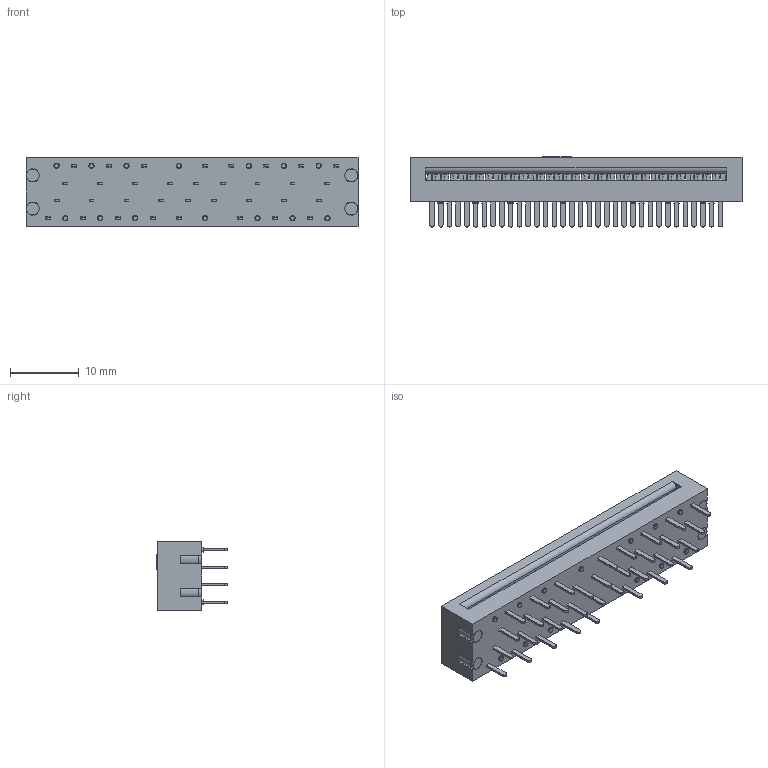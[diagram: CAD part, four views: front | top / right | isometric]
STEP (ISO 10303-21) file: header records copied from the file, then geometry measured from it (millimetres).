
FILE_DESCRIPTION(/* description */ (''),/* implementation_level */ '2;1');
FILE_NAME(/* name */ 'CWR-142-34 3D Model.stp',/* time_stamp */ '2023-12-11T13:51:41-05:00',/* author */ ('dwiltbank'),/* organization */ (''),/* preprocessor_version */ 'ST-DEVELOPER v19.2',/* originating_system */ 'Autodesk Inventor 2024',/* authorisation */ '');
FILE_SCHEMA (('AUTOMOTIVE_DESIGN { 1 0 10303 214 3 1 1 }'));
Products named in the file (1): CWR-142-34_Simplify_1
Bounding box: 48.26 x 10.19 x 10.16 mm (x, y, z)
Volume: 2703.1 mm3; surface area: 3663.8 mm2
Topology: 1 solids, 1 shells, 1749 faces, 5817 edges, 3814 vertices
Faces by surface type: plane 1282, cylinder 449, torus 14, cone 4
Full cylindrical faces by diameter (mm): 0.762 x14, 1.829 x4
Entity records: 66628 total; most frequent: CARTESIAN_POINT 12405, ORIENTED_EDGE 11634, DIRECTION 10601, EDGE_CURVE 5817, LINE 4237, VECTOR 4237, VERTEX_POINT 3814, AXIS2_PLACEMENT_3D 3182
